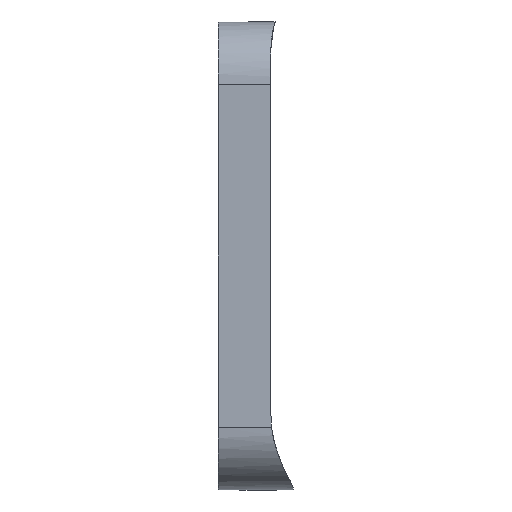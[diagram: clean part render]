
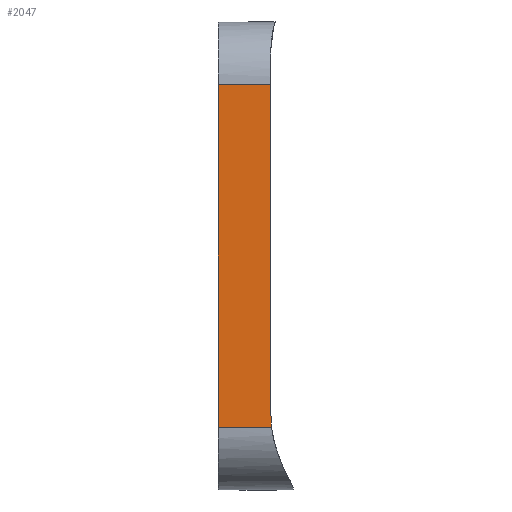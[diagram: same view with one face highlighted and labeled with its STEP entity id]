
A CAD part, left-side view. The second image highlights one B-rep face of the part: STEP entity #2047.
In plain terms, the highlighted planar face has unit normal (-1, 0, 0).
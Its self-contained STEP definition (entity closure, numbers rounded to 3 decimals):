
#231 = VERTEX_POINT ( 'NONE', #2048 ) ;
#243 = CARTESIAN_POINT ( 'NONE',  ( 0., -5., -20.452 ) ) ;
#337 = CARTESIAN_POINT ( 'NONE',  ( 0., -18., -38.6 ) ) ;
#343 = CARTESIAN_POINT ( 'NONE',  ( 0., -18., -6. ) ) ;
#476 = EDGE_CURVE ( 'NONE', #653, #550, #1745, .T. ) ;
#550 = VERTEX_POINT ( 'NONE', #854 ) ;
#653 = VERTEX_POINT ( 'NONE', #2473 ) ;
#671 = ORIENTED_EDGE ( 'NONE', *, *, #2942, .F. ) ;
#777 = EDGE_CURVE ( 'NONE', #231, #2813, #833, .T. ) ;
#790 = ORIENTED_EDGE ( 'NONE', *, *, #823, .T. ) ;
#806 = ORIENTED_EDGE ( 'NONE', *, *, #476, .T. ) ;
#823 = EDGE_CURVE ( 'NONE', #550, #1976, #3025, .T. ) ;
#824 = ORIENTED_EDGE ( 'NONE', *, *, #2860, .T. ) ;
#833 = LINE ( 'NONE', #343, #1388 ) ;
#849 = DIRECTION ( 'NONE',  ( 0., 0., 1. ) ) ;
#854 = CARTESIAN_POINT ( 'NONE',  ( 0., -5.082, -38.6 ) ) ;
#869 = LINE ( 'NONE', #2583, #2116 ) ;
#971 = VECTOR ( 'NONE', #2058, 1000. ) ;
#1098 = PLANE ( 'NONE',  #2501 ) ;
#1303 = CARTESIAN_POINT ( 'NONE',  ( 0., -5.028, -38.152 ) ) ;
#1306 = EDGE_LOOP ( 'NONE', ( #671, #1485, #824, #806, #790 ) ) ;
#1318 = DIRECTION ( 'NONE',  ( 0., 1., 0. ) ) ;
#1388 = VECTOR ( 'NONE', #1318, 1000. ) ;
#1403 = CARTESIAN_POINT ( 'NONE',  ( 0., -18., -6. ) ) ;
#1485 = ORIENTED_EDGE ( 'NONE', *, *, #777, .T. ) ;
#1745 = LINE ( 'NONE', #337, #971 ) ;
#1805 = CARTESIAN_POINT ( 'NONE',  ( 0., -5., -37.25 ) ) ;
#1840 = DIRECTION ( 'NONE',  ( 0., 0., -1. ) ) ;
#1848 = CARTESIAN_POINT ( 'NONE',  ( 0., -5., -37.25 ) ) ;
#1928 = LINE ( 'NONE', #243, #2978 ) ;
#1976 = VERTEX_POINT ( 'NONE', #1805 ) ;
#2047 = ADVANCED_FACE ( 'NONE', ( #2068 ), #1098, .T. ) ;
#2048 = CARTESIAN_POINT ( 'NONE',  ( 0., -5., -6. ) ) ;
#2058 = DIRECTION ( 'NONE',  ( 0., -1., 0. ) ) ;
#2068 = FACE_OUTER_BOUND ( 'NONE', #1306, .T. ) ;
#2116 = VECTOR ( 'NONE', #1840, 1000. ) ;
#2443 = DIRECTION ( 'NONE',  ( 0., 0., -1. ) ) ;
#2473 = CARTESIAN_POINT ( 'NONE',  ( 0., 0., -38.6 ) ) ;
#2501 = AXIS2_PLACEMENT_3D ( 'NONE', #1403, #3104, #849 ) ;
#2583 = CARTESIAN_POINT ( 'NONE',  ( 0., 0., -6. ) ) ;
#2764 = CARTESIAN_POINT ( 'NONE',  ( 0., -5.082, -38.6 ) ) ;
#2813 = VERTEX_POINT ( 'NONE', #3063 ) ;
#2860 = EDGE_CURVE ( 'NONE', #2813, #653, #869, .T. ) ;
#2942 = EDGE_CURVE ( 'NONE', #231, #1976, #1928, .T. ) ;
#2978 = VECTOR ( 'NONE', #2443, 1000. ) ;
#3022 = CARTESIAN_POINT ( 'NONE',  ( 0., -5., -37.702 ) ) ;
#3025 = B_SPLINE_CURVE_WITH_KNOTS ( 'NONE', 3,
 ( #2764, #1303, #3022, #1848 ),
 .UNSPECIFIED., .F., .F.,
 ( 4, 4 ),
 ( 0., 1. ),
 .UNSPECIFIED. ) ;
#3063 = CARTESIAN_POINT ( 'NONE',  ( 0., 0., -6. ) ) ;
#3104 = DIRECTION ( 'NONE',  ( -1., 0., 0. ) ) ;
